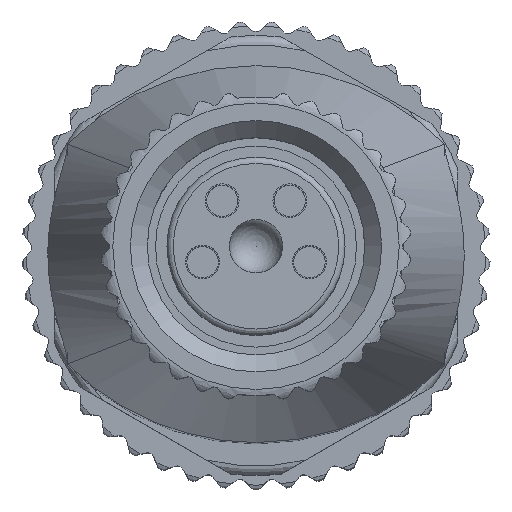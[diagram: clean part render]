
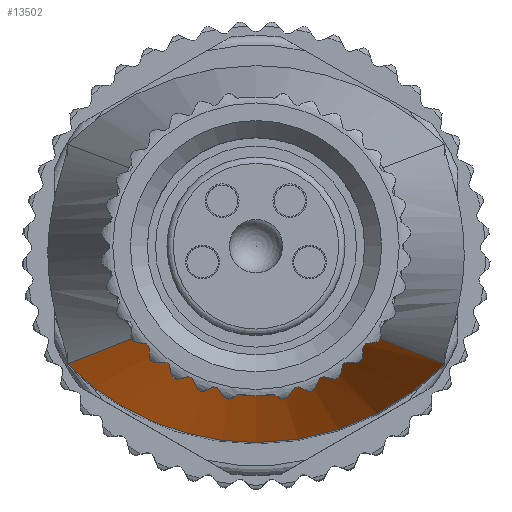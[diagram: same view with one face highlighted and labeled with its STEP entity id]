
A CAD part, top view. The second image highlights one B-rep face of the part: STEP entity #13502.
In plain terms, the highlighted free-form (B-spline) face has degree [3, 1] with [6, 2] control points.
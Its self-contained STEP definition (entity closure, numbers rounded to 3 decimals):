
#274=B_SPLINE_CURVE_WITH_KNOTS('',3,(#18741,#18742,#18743,#18744),
 .UNSPECIFIED.,.F.,.F.,(4,4),(0.,1.),.UNSPECIFIED.);
#483=B_SPLINE_SURFACE_WITH_KNOTS('',3,1,((#21249,#21250),(#21251,#21252),
(#21253,#21254),(#21255,#21256),(#21257,#21258),(#21259,#21260)),
 .RULED_SURF.,.F.,.F.,.F.,(4,2,4),(2,2),(0.,0.5,1.),(0.,1.),
 .UNSPECIFIED.);
#956=LINE('',#18764,#1624);
#959=LINE('',#18797,#1627);
#1624=VECTOR('',#15455,1000.);
#1627=VECTOR('',#15460,1000.);
#2182=CIRCLE('',#13872,8.45);
#2489=CIRCLE('',#14489,3.4);
#5365=ORIENTED_EDGE('',*,*,#5962,.T.);
#5366=ORIENTED_EDGE('',*,*,#5951,.F.);
#5367=ORIENTED_EDGE('',*,*,#5950,.F.);
#5368=ORIENTED_EDGE('',*,*,#5956,.F.);
#5369=ORIENTED_EDGE('',*,*,#6873,.T.);
#5950=EDGE_CURVE('',#7248,#7249,#2182,.T.);
#5951=EDGE_CURVE('',#7249,#7250,#274,.T.);
#5956=EDGE_CURVE('',#7252,#7248,#956,.T.);
#5962=EDGE_CURVE('',#7255,#7250,#959,.T.);
#6873=EDGE_CURVE('',#7252,#7255,#2489,.T.);
#7248=VERTEX_POINT('',#18738);
#7249=VERTEX_POINT('',#18740);
#7250=VERTEX_POINT('',#18745);
#7252=VERTEX_POINT('',#18765);
#7255=VERTEX_POINT('',#18798);
#8431=EDGE_LOOP('',(#5365,#5366,#5367,#5368,#5369));
#9015=FACE_BOUND('',#8431,.T.);
#13502=ADVANCED_FACE('',(#9015),#483,.T.);
#13872=AXIS2_PLACEMENT_3D('',#18739,#15446,#15447);
#14489=AXIS2_PLACEMENT_3D('',#21261,#17093,#17094);
#15446=DIRECTION('',(0.,0.,1.));
#15447=DIRECTION('',(1.,0.,0.));
#15455=DIRECTION('',(-0.319,-0.124,0.94));
#15460=DIRECTION('',(0.319,-0.124,0.94));
#17093=DIRECTION('',(0.,0.,1.));
#17094=DIRECTION('',(1.,0.,0.));
#18738=CARTESIAN_POINT('',(-6.,-3.5,-33.2));
#18739=CARTESIAN_POINT('',(0.,2.45,-33.2));
#18740=CARTESIAN_POINT('',(0.,-6.,-33.2));
#18741=CARTESIAN_POINT('',(0.,-6.,-33.2));
#18742=CARTESIAN_POINT('',(2.224,-6.,-33.2));
#18743=CARTESIAN_POINT('',(4.434,-5.079,-33.2));
#18744=CARTESIAN_POINT('',(6.,-3.5,-33.2));
#18745=CARTESIAN_POINT('',(6.,-3.5,-33.2));
#18764=CARTESIAN_POINT('',(-4.302,-2.843,-38.2));
#18765=CARTESIAN_POINT('',(-2.604,-2.185,-43.2));
#18797=CARTESIAN_POINT('',(4.302,-2.842,-38.2));
#18798=CARTESIAN_POINT('',(2.605,-2.185,-43.2));
#21249=CARTESIAN_POINT('',(-2.604,-2.185,-43.2));
#21250=CARTESIAN_POINT('',(-6.,-3.5,-33.2));
#21251=CARTESIAN_POINT('',(-1.966,-2.946,-43.2));
#21252=CARTESIAN_POINT('',(-4.43,-5.084,-33.2));
#21253=CARTESIAN_POINT('',(-0.989,-3.399,-43.2));
#21254=CARTESIAN_POINT('',(-2.224,-6.,-33.2));
#21255=CARTESIAN_POINT('',(0.989,-3.399,-43.2));
#21256=CARTESIAN_POINT('',(2.224,-6.,-33.2));
#21257=CARTESIAN_POINT('',(1.966,-2.946,-43.2));
#21258=CARTESIAN_POINT('',(4.43,-5.084,-33.2));
#21259=CARTESIAN_POINT('',(2.605,-2.185,-43.2));
#21260=CARTESIAN_POINT('',(6.,-3.5,-33.2));
#21261=CARTESIAN_POINT('',(0.,0.001,-43.2));
